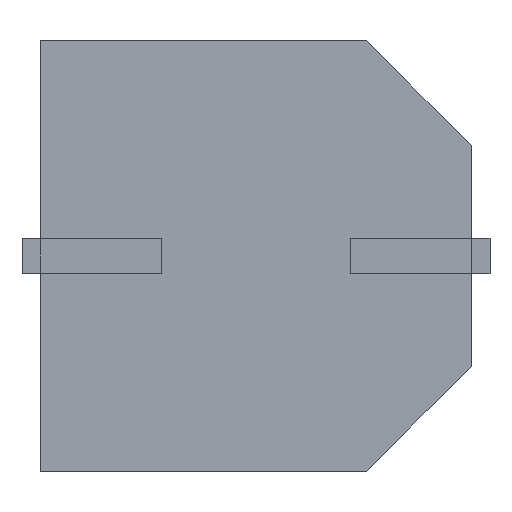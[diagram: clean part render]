
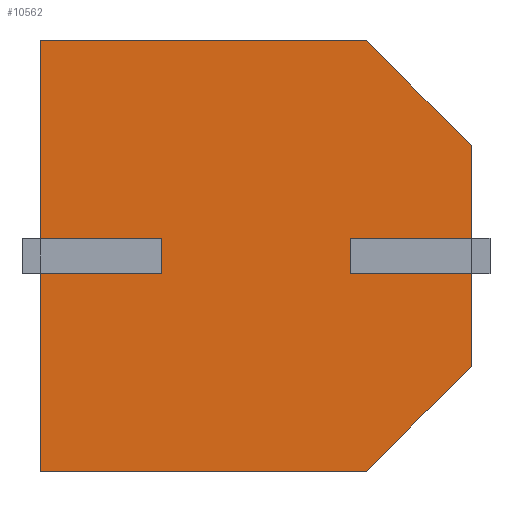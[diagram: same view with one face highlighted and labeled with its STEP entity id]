
A CAD part, front view. The second image highlights one B-rep face of the part: STEP entity #10562.
In plain terms, the highlighted planar face has unit normal (0, -1, 0).
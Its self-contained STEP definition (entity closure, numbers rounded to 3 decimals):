
#124 = VECTOR ( 'NONE', #1911, 1000. ) ;
#546 = DIRECTION ( 'NONE',  ( 0., -1., 0. ) ) ;
#800 = VERTEX_POINT ( 'NONE', #1832 ) ;
#847 = LINE ( 'NONE', #4573, #5796 ) ;
#1105 = CARTESIAN_POINT ( 'NONE',  ( 5.15, -5.91, -2.65 ) ) ;
#1341 = CARTESIAN_POINT ( 'NONE',  ( -5.15, -5.91, 5.15 ) ) ;
#1832 = CARTESIAN_POINT ( 'NONE',  ( -5.15, -5.91, 5.15 ) ) ;
#1911 = DIRECTION ( 'NONE',  ( 0.707, 0., 0.707 ) ) ;
#2096 = CARTESIAN_POINT ( 'NONE',  ( 2.65, -5.91, -5.15 ) ) ;
#2106 = ORIENTED_EDGE ( 'NONE', *, *, #7515, .T. ) ;
#2767 = DIRECTION ( 'NONE',  ( 1., 0., 0. ) ) ;
#2928 = CARTESIAN_POINT ( 'NONE',  ( -5.15, -5.91, -5.15 ) ) ;
#3267 = LINE ( 'NONE', #4287, #11493 ) ;
#3805 = VERTEX_POINT ( 'NONE', #2096 ) ;
#3824 = VECTOR ( 'NONE', #5111, 1000. ) ;
#3825 = ORIENTED_EDGE ( 'NONE', *, *, #6289, .T. ) ;
#4287 = CARTESIAN_POINT ( 'NONE',  ( 5.15, -5.91, 2.65 ) ) ;
#4396 = CARTESIAN_POINT ( 'NONE',  ( 5.15, -5.91, -2.65 ) ) ;
#4573 = CARTESIAN_POINT ( 'NONE',  ( 2.65, -5.91, 5.15 ) ) ;
#4833 = CARTESIAN_POINT ( 'NONE',  ( -5.15, -5.91, -5.15 ) ) ;
#5063 = DIRECTION ( 'NONE',  ( -1., 0., 0. ) ) ;
#5111 = DIRECTION ( 'NONE',  ( 0., 0., -1. ) ) ;
#5465 = VERTEX_POINT ( 'NONE', #7420 ) ;
#5796 = VECTOR ( 'NONE', #11865, 1000. ) ;
#6021 = ORIENTED_EDGE ( 'NONE', *, *, #7274, .T. ) ;
#6255 = VECTOR ( 'NONE', #5063, 1000. ) ;
#6289 = EDGE_CURVE ( 'NONE', #6704, #3805, #11144, .T. ) ;
#6704 = VERTEX_POINT ( 'NONE', #2928 ) ;
#6839 = AXIS2_PLACEMENT_3D ( 'NONE', #8018, #546, #7094 ) ;
#6948 = LINE ( 'NONE', #8112, #3824 ) ;
#7094 = DIRECTION ( 'NONE',  ( 0., 0., -1. ) ) ;
#7161 = ORIENTED_EDGE ( 'NONE', *, *, #10787, .T. ) ;
#7274 = EDGE_CURVE ( 'NONE', #3805, #11468, #10280, .T. ) ;
#7420 = CARTESIAN_POINT ( 'NONE',  ( 2.65, -5.91, 5.15 ) ) ;
#7515 = EDGE_CURVE ( 'NONE', #8703, #5465, #847, .T. ) ;
#7656 = EDGE_CURVE ( 'NONE', #800, #6704, #6948, .T. ) ;
#7728 = VECTOR ( 'NONE', #2767, 1000. ) ;
#8018 = CARTESIAN_POINT ( 'NONE',  ( 0., -5.91, 0. ) ) ;
#8112 = CARTESIAN_POINT ( 'NONE',  ( -5.15, -5.91, 5.15 ) ) ;
#8703 = VERTEX_POINT ( 'NONE', #9779 ) ;
#8868 = ORIENTED_EDGE ( 'NONE', *, *, #10248, .T. ) ;
#8922 = PLANE ( 'NONE',  #6839 ) ;
#9048 = DIRECTION ( 'NONE',  ( 0., 0., 1. ) ) ;
#9715 = LINE ( 'NONE', #1341, #6255 ) ;
#9779 = CARTESIAN_POINT ( 'NONE',  ( 5.15, -5.91, 2.65 ) ) ;
#9846 = FACE_OUTER_BOUND ( 'NONE', #10234, .T. ) ;
#10234 = EDGE_LOOP ( 'NONE', ( #10950, #3825, #6021, #8868, #2106, #7161 ) ) ;
#10248 = EDGE_CURVE ( 'NONE', #11468, #8703, #3267, .T. ) ;
#10280 = LINE ( 'NONE', #1105, #124 ) ;
#10562 = ADVANCED_FACE ( 'NONE', ( #9846 ), #8922, .T. ) ;
#10787 = EDGE_CURVE ( 'NONE', #5465, #800, #9715, .T. ) ;
#10950 = ORIENTED_EDGE ( 'NONE', *, *, #7656, .T. ) ;
#11144 = LINE ( 'NONE', #4833, #7728 ) ;
#11468 = VERTEX_POINT ( 'NONE', #4396 ) ;
#11493 = VECTOR ( 'NONE', #9048, 1000. ) ;
#11865 = DIRECTION ( 'NONE',  ( -0.707, 0., 0.707 ) ) ;
